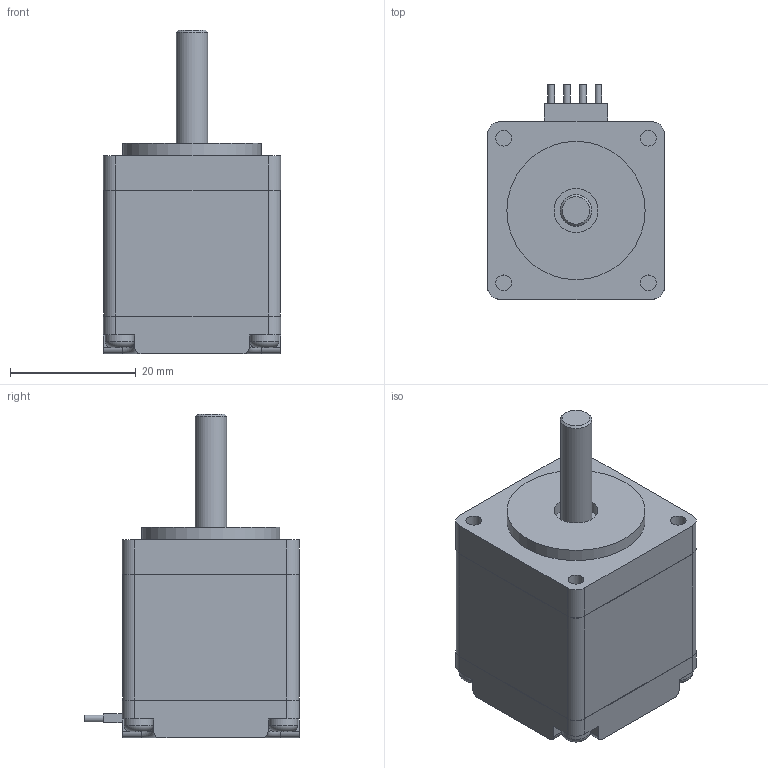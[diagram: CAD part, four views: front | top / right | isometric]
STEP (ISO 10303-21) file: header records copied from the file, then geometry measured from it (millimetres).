
FILE_DESCRIPTION(/* description */ ('STEP AP242','CAx-IF Rec.Pracs.---Representation and Presentation of Product Manufacturing Information (PMI)---4.0---2014-10-13','CAx-IF Rec.Pracs.---3D Tessellated Geometry---0.4---2014-09-14','2;1'),/* implementation_level */ '2;1');
FILE_NAME(/* name */ '6324f29d38a863356d500363',/* time_stamp */ '2022-09-16T22:03:11+00:00',/* author */ (''),/* organization */ (''),/* preprocessor_version */ 'ST-DEVELOPER v18.102',/* originating_system */ ' ',/* authorisation */ ' ');
FILE_SCHEMA (('AP242_MANAGED_MODEL_BASED_3D_ENGINEERING_MIM_LF { 1 0 10303 442 1 1 4 }'));
Length unit declared in the file: metre
Products named in the file (1): stepper nema 11
Bounding box: 28.2 x 34.2 x 51.5 mm (x, y, z)
Volume: 25196.5 mm3; surface area: 6716.1 mm2
Topology: 1 solids, 1 shells, 401 faces, 923 edges, 520 vertices
Faces by surface type: cylinder 189, plane 106, bspline 64, sphere 32, torus 9, cone 1
Full cylindrical faces by diameter (mm): 1.067 x4, 2.5 x8, 4.612 x4, 5 x2, 7 x2, 22 x1
Entity records: 11592 total; most frequent: CARTESIAN_POINT 2946, DIRECTION 1848, ORIENTED_EDGE 1712, EDGE_CURVE 856, AXIS2_PLACEMENT_3D 726, VERTEX_POINT 512, EDGE_LOOP 456, FACE_BOUND 456
